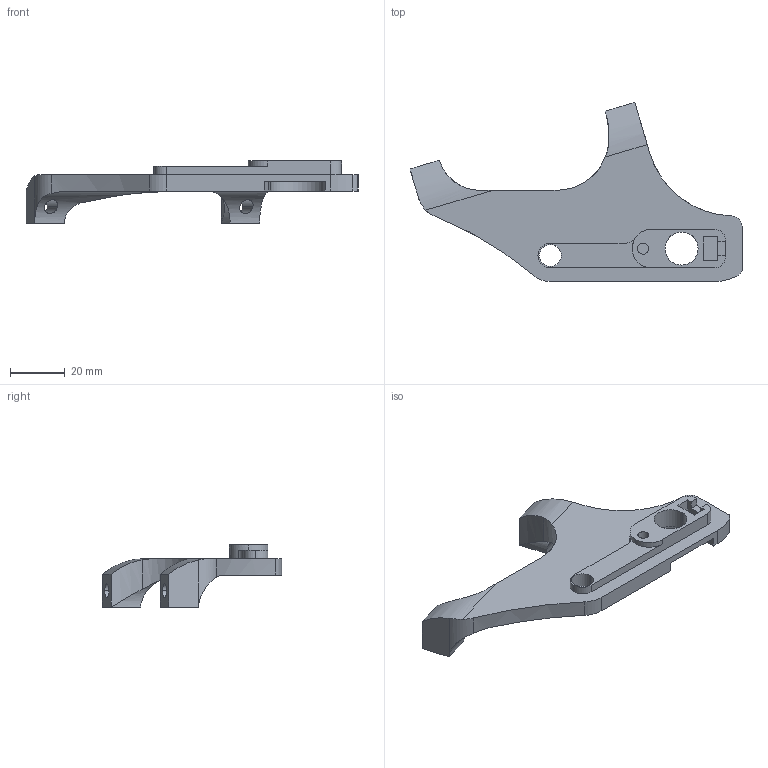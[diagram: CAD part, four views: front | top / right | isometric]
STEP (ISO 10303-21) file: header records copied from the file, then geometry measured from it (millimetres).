
FILE_DESCRIPTION (( 'STEP AP214' ), '1' );
FILE_NAME ('DR4065.STEP', '2021-02-10T16:34:16', ( '' ), ( '' ), 'SwSTEP 2.0', 'SolidWorks 2021', '' );
FILE_SCHEMA (( 'AUTOMOTIVE_DESIGN' ));
Length unit declared in the file: inch
Products named in the file (1): DR4065
Bounding box: 120.9 x 65.26 x 22.68 mm (x, y, z)
Volume: 25581.5 mm3; surface area: 11810.5 mm2
Topology: 1 solids, 1 shells, 67 faces, 186 edges, 123 vertices
Faces by surface type: cylinder 36, plane 31
Entity records: 2534 total; most frequent: CARTESIAN_POINT 699, ORIENTED_EDGE 372, DIRECTION 355, EDGE_CURVE 186, AXIS2_PLACEMENT_3D 123, VERTEX_POINT 123, VECTOR 109, LINE 109
